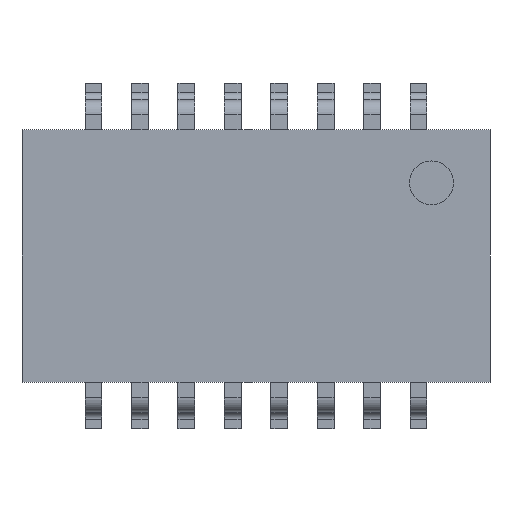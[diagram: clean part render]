
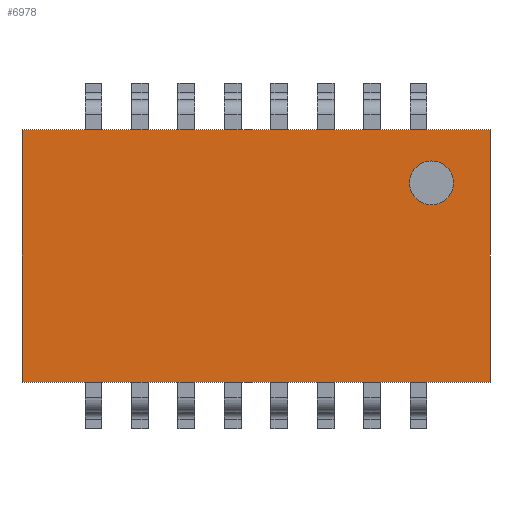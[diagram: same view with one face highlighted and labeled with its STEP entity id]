
A CAD part, front view. The second image highlights one B-rep face of the part: STEP entity #6978.
In plain terms, the highlighted planar face has unit normal (0, -1, 0).
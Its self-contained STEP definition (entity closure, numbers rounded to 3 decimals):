
#1=DIRECTION('',(1.,0.,0.));
#2=VECTOR('',#1,12.8);
#3=CARTESIAN_POINT('',(-6.4,0.,3.45));
#4=LINE('',#3,#2);
#5=DIRECTION('',(0.,0.,-1.));
#6=VECTOR('',#5,6.9);
#7=CARTESIAN_POINT('',(6.4,0.,3.45));
#8=LINE('',#7,#6);
#9=DIRECTION('',(-1.,0.,0.));
#10=VECTOR('',#9,12.8);
#11=CARTESIAN_POINT('',(6.4,0.,-3.45));
#12=LINE('',#11,#10);
#13=DIRECTION('',(0.,0.,1.));
#14=VECTOR('',#13,6.9);
#15=CARTESIAN_POINT('',(-6.4,0.,-3.45));
#16=LINE('',#15,#14);
#17=CARTESIAN_POINT('',(4.8,0.,2.));
#18=DIRECTION('',(0.,-1.,0.));
#19=DIRECTION('',(-1.,0.,0.));
#20=AXIS2_PLACEMENT_3D('',#17,#18,#19);
#22=CARTESIAN_POINT('',(4.8,0.,2.));
#23=DIRECTION('',(0.,-1.,0.));
#24=DIRECTION('',(1.,0.,0.));
#25=AXIS2_PLACEMENT_3D('',#22,#23,#24);
#5301=CARTESIAN_POINT('',(-6.4,0.,3.45));
#5302=CARTESIAN_POINT('',(6.4,0.,3.45));
#5303=VERTEX_POINT('',#5301);
#5304=VERTEX_POINT('',#5302);
#5305=CARTESIAN_POINT('',(6.4,0.,-3.45));
#5306=VERTEX_POINT('',#5305);
#5307=CARTESIAN_POINT('',(-6.4,0.,-3.45));
#5308=VERTEX_POINT('',#5307);
#6905=CARTESIAN_POINT('',(4.2,0.,2.));
#6906=CARTESIAN_POINT('',(5.4,0.,2.));
#6907=VERTEX_POINT('',#6905);
#6908=VERTEX_POINT('',#6906);
#6957=CARTESIAN_POINT('',(0.,0.,0.));
#6958=DIRECTION('',(0.,1.,0.));
#6959=DIRECTION('',(1.,0.,0.));
#6960=AXIS2_PLACEMENT_3D('',#6957,#6958,#6959);
#6961=PLANE('',#6960);
#6963=ORIENTED_EDGE('',*,*,#6962,.T.);
#6965=ORIENTED_EDGE('',*,*,#6964,.T.);
#6967=ORIENTED_EDGE('',*,*,#6966,.T.);
#6969=ORIENTED_EDGE('',*,*,#6968,.T.);
#6970=EDGE_LOOP('',(#6963,#6965,#6967,#6969));
#6971=FACE_OUTER_BOUND('',#6970,.F.);
#6973=ORIENTED_EDGE('',*,*,#6972,.T.);
#6975=ORIENTED_EDGE('',*,*,#6974,.T.);
#6976=EDGE_LOOP('',(#6973,#6975));
#6977=FACE_BOUND('',#6976,.F.);
#6978=ADVANCED_FACE('',(#6971,#6977),#6961,.F.);
#21=CIRCLE('',#20,0.6);
#26=CIRCLE('',#25,0.6);
#6962=EDGE_CURVE('',#5303,#5304,#4,.T.);
#6964=EDGE_CURVE('',#5304,#5306,#8,.T.);
#6966=EDGE_CURVE('',#5306,#5308,#12,.T.);
#6968=EDGE_CURVE('',#5308,#5303,#16,.T.);
#6972=EDGE_CURVE('',#6907,#6908,#21,.T.);
#6974=EDGE_CURVE('',#6908,#6907,#26,.T.);
